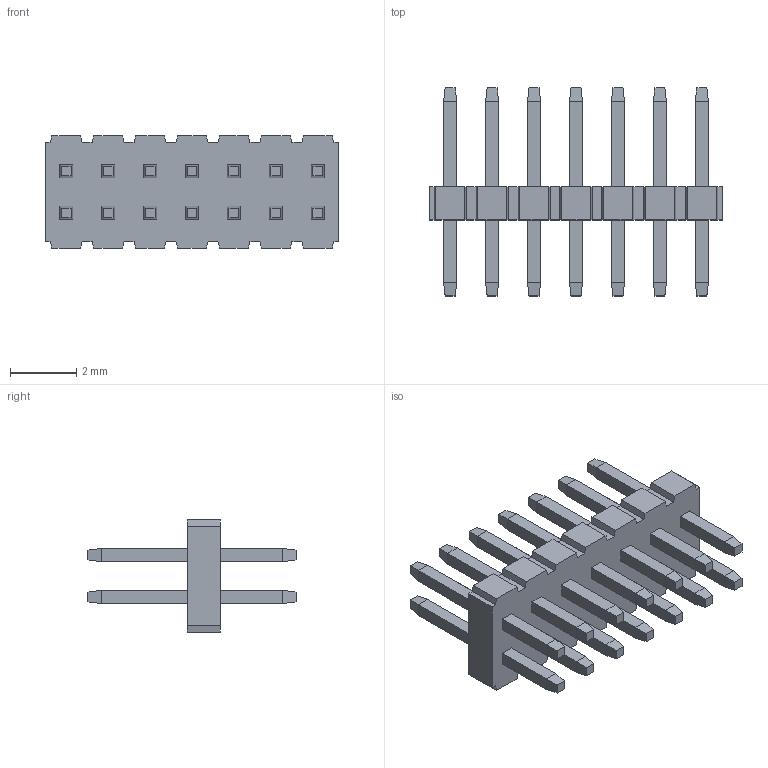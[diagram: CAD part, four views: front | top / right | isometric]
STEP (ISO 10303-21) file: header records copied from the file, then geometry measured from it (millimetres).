
FILE_DESCRIPTION (( 'STEP AP203' ), '1' );
FILE_NAME ('_ _ _B072VWVN-RC.STEP', '2016-06-17T08:28:41', ( 'LUANN HERRING' ), ( 'SULLINS' ), 'SwSTEP 2.0', 'SolidWorks 2015', '' );
FILE_SCHEMA (( 'CONFIG_CONTROL_DESIGN' ));
Length unit declared in the file: inch
Products named in the file (2): _ _ _B072VWVN-RC
Bounding box: 8.89 x 6.3 x 3.4 mm (x, y, z)
Volume: 40.4 mm3; surface area: 245.1 mm2
Topology: 15 solids, 15 shells, 370 faces, 852 edges, 512 vertices
Faces by surface type: plane 370
Entity records: 10197 total; most frequent: CARTESIAN_POINT 1736, ORIENTED_EDGE 1704, DIRECTION 1596, EDGE_CURVE 852, VECTOR 852, LINE 852, VERTEX_POINT 512, EDGE_LOOP 398
